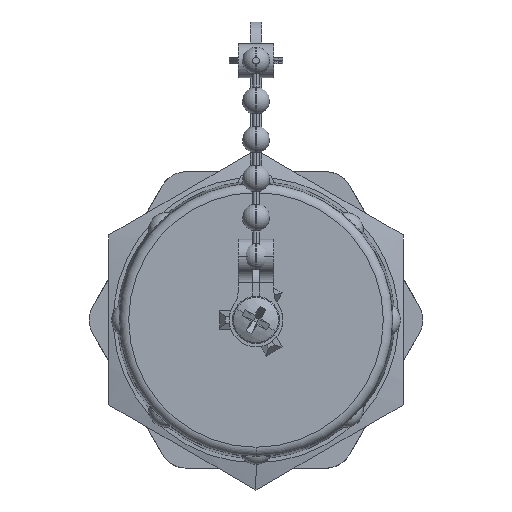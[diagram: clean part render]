
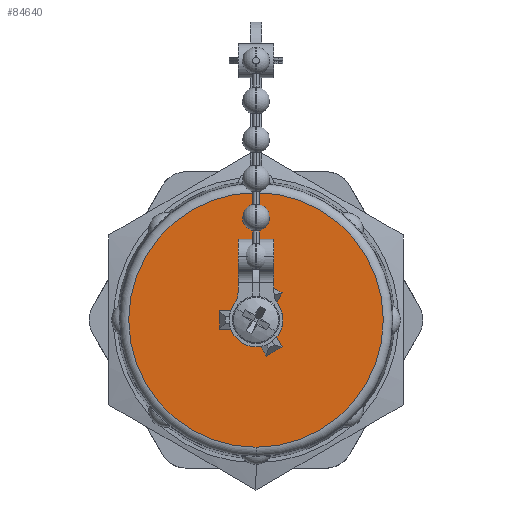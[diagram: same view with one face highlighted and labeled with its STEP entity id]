
A CAD part, left-side view. The second image highlights one B-rep face of the part: STEP entity #84640.
In plain terms, the highlighted face is planar.
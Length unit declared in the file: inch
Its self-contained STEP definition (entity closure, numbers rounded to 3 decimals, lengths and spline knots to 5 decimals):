
#29 = DIRECTION ( 'NONE',  ( 0., -0.5, -0.866 ) ) ;
#718 = ORIENTED_EDGE ( 'NONE', *, *, #769, .T. ) ;
#769 = EDGE_CURVE ( 'NONE', #13451, #1031, #92409, .T. ) ;
#1031 = VERTEX_POINT ( 'NONE', #50894 ) ;
#1637 = EDGE_CURVE ( 'NONE', #1031, #13451, #76628, .T. ) ;
#2577 = EDGE_CURVE ( 'NONE', #80871, #67862, #93781, .T. ) ;
#4213 = AXIS2_PLACEMENT_3D ( 'NONE', #66710, #32395, #76001 ) ;
#4695 = AXIS2_PLACEMENT_3D ( 'NONE', #48288, #47782, #10605 ) ;
#5945 = DIRECTION ( 'NONE',  ( 0., 0.866, -0.5 ) ) ;
#6978 = LINE ( 'NONE', #51054, #46461 ) ;
#7652 = DIRECTION ( 'NONE',  ( 0., 0., -1. ) ) ;
#8781 = EDGE_CURVE ( 'NONE', #65013, #12529, #20158, .T. ) ;
#9044 = VERTEX_POINT ( 'NONE', #69382 ) ;
#9179 = EDGE_CURVE ( 'NONE', #86030, #15500, #47354, .T. ) ;
#9292 = EDGE_CURVE ( 'NONE', #32110, #65013, #59745, .T. ) ;
#9792 = VECTOR ( 'NONE', #47568, 39.37008 ) ;
#10159 = CARTESIAN_POINT ( 'NONE',  ( 0.63, -0.03464, 0.02 ) ) ;
#10605 = DIRECTION ( 'NONE',  ( 0., 0., -1. ) ) ;
#12529 = VERTEX_POINT ( 'NONE', #88098 ) ;
#13451 = VERTEX_POINT ( 'NONE', #79708 ) ;
#13688 = VECTOR ( 'NONE', #29, 39.37008 ) ;
#14725 = EDGE_CURVE ( 'NONE', #63798, #86030, #62755, .T. ) ;
#14917 = ORIENTED_EDGE ( 'NONE', *, *, #16964, .F. ) ;
#15180 = AXIS2_PLACEMENT_3D ( 'NONE', #29183, #74731, #7652 ) ;
#15394 = CARTESIAN_POINT ( 'NONE',  ( 0.63, 0., 0. ) ) ;
#15500 = VERTEX_POINT ( 'NONE', #35507 ) ;
#16112 = DIRECTION ( 'NONE',  ( 0., 0., -1. ) ) ;
#16964 = EDGE_CURVE ( 'NONE', #9044, #35096, #60124, .T. ) ;
#20158 = LINE ( 'NONE', #50001, #44569 ) ;
#22364 = EDGE_LOOP ( 'NONE', ( #69318, #14917, #83039, #24614, #37031, #93581, #30243, #56937, #32018, #39716, #55879, #83157, #64877, #55696 ) ) ;
#22435 = DIRECTION ( 'NONE',  ( 0., 0.5, -0.866 ) ) ;
#22808 = CARTESIAN_POINT ( 'NONE',  ( 0.63, -0.00427, 0.0874 ) ) ;
#24165 = VERTEX_POINT ( 'NONE', #80346 ) ;
#24614 = ORIENTED_EDGE ( 'NONE', *, *, #51217, .F. ) ;
#24684 = CARTESIAN_POINT ( 'NONE',  ( 0.63, -0.07355, 0.0474 ) ) ;
#26740 = AXIS2_PLACEMENT_3D ( 'NONE', #87848, #75961, #95657 ) ;
#26795 = DIRECTION ( 'NONE',  ( 0., 0.5, 0.866 ) ) ;
#27226 = EDGE_CURVE ( 'NONE', #12529, #80871, #78201, .T. ) ;
#28074 = DIRECTION ( 'NONE',  ( 0., -1., 0. ) ) ;
#28990 = AXIS2_PLACEMENT_3D ( 'NONE', #67413, #58610, #30182 ) ;
#29183 = CARTESIAN_POINT ( 'NONE',  ( 0.63, 0., 0. ) ) ;
#29209 = VECTOR ( 'NONE', #57515, 39.37008 ) ;
#30182 = DIRECTION ( 'NONE',  ( 0., 0., -1. ) ) ;
#30243 = ORIENTED_EDGE ( 'NONE', *, *, #50622, .F. ) ;
#31881 = AXIS2_PLACEMENT_3D ( 'NONE', #15394, #91211, #36911 ) ;
#32018 = ORIENTED_EDGE ( 'NONE', *, *, #14725, .F. ) ;
#32110 = VERTEX_POINT ( 'NONE', #44008 ) ;
#32248 = CIRCLE ( 'NONE', #77555, 0.0875 ) ;
#32395 = DIRECTION ( 'NONE',  ( 1., 0., 0. ) ) ;
#32398 = DIRECTION ( 'NONE',  ( 1., 0., 0. ) ) ;
#35096 = VERTEX_POINT ( 'NONE', #24684 ) ;
#35507 = CARTESIAN_POINT ( 'NONE',  ( 0.63, 0.16, 0.04 ) ) ;
#35919 = CARTESIAN_POINT ( 'NONE',  ( 0.63, -0.11464, 0.11856 ) ) ;
#36911 = DIRECTION ( 'NONE',  ( 0., 0., -1. ) ) ;
#37031 = ORIENTED_EDGE ( 'NONE', *, *, #66675, .F. ) ;
#38856 = FACE_OUTER_BOUND ( 'NONE', #64819, .T. ) ;
#39083 = AXIS2_PLACEMENT_3D ( 'NONE', #83170, #44005, #16112 ) ;
#39716 = ORIENTED_EDGE ( 'NONE', *, *, #59581, .F. ) ;
#42590 = CARTESIAN_POINT ( 'NONE',  ( 0.63, 0.07782, -0.04 ) ) ;
#43823 = ORIENTED_EDGE ( 'NONE', *, *, #1637, .T. ) ;
#44005 = DIRECTION ( 'NONE',  ( 1., 0., 0. ) ) ;
#44008 = CARTESIAN_POINT ( 'NONE',  ( 0.63, -0.07355, -0.0474 ) ) ;
#44265 = VECTOR ( 'NONE', #26795, 39.37008 ) ;
#44569 = VECTOR ( 'NONE', #5945, 39.37008 ) ;
#46348 = CARTESIAN_POINT ( 'NONE',  ( 0.63, -0.00427, -0.0874 ) ) ;
#46461 = VECTOR ( 'NONE', #28074, 39.37008 ) ;
#46496 = CIRCLE ( 'NONE', #15180, 0.0875 ) ;
#46883 = CARTESIAN_POINT ( 'NONE',  ( 0.63, 0.16, 0.04 ) ) ;
#47354 = LINE ( 'NONE', #46883, #49695 ) ;
#47568 = DIRECTION ( 'NONE',  ( 0., 1., 0. ) ) ;
#47782 = DIRECTION ( 'NONE',  ( 1., 0., 0. ) ) ;
#48199 = CARTESIAN_POINT ( 'NONE',  ( 0.63, 0., 0.0875 ) ) ;
#48288 = CARTESIAN_POINT ( 'NONE',  ( 0.63, 0., 0. ) ) ;
#48533 = EDGE_CURVE ( 'NONE', #89228, #60942, #32248, .T. ) ;
#49695 = VECTOR ( 'NONE', #55185, 39.37008 ) ;
#50001 = CARTESIAN_POINT ( 'NONE',  ( 0.63, -0.04536, -0.15856 ) ) ;
#50622 = EDGE_CURVE ( 'NONE', #15500, #89228, #6978, .T. ) ;
#50894 = CARTESIAN_POINT ( 'NONE',  ( 0.63, 0., 0.5597 ) ) ;
#51054 = CARTESIAN_POINT ( 'NONE',  ( 0.63, 0., 0.04 ) ) ;
#51217 = EDGE_CURVE ( 'NONE', #59488, #24165, #72985, .T. ) ;
#53382 = CARTESIAN_POINT ( 'NONE',  ( 0.63, 0.03464, -0.02 ) ) ;
#55185 = DIRECTION ( 'NONE',  ( 0., 0., 1. ) ) ;
#55696 = ORIENTED_EDGE ( 'NONE', *, *, #9292, .F. ) ;
#55879 = ORIENTED_EDGE ( 'NONE', *, *, #2577, .F. ) ;
#56385 = DIRECTION ( 'NONE',  ( 0., 0., -1. ) ) ;
#56937 = ORIENTED_EDGE ( 'NONE', *, *, #9179, .F. ) ;
#57515 = DIRECTION ( 'NONE',  ( 0., -0.866, -0.5 ) ) ;
#57829 = EDGE_CURVE ( 'NONE', #35096, #32110, #63634, .T. ) ;
#58610 = DIRECTION ( 'NONE',  ( 1., 0., 0. ) ) ;
#59488 = VERTEX_POINT ( 'NONE', #22808 ) ;
#59581 = EDGE_CURVE ( 'NONE', #67862, #63798, #46496, .T. ) ;
#59745 = LINE ( 'NONE', #10159, #13688 ) ;
#60124 = LINE ( 'NONE', #75792, #94479 ) ;
#60942 = VERTEX_POINT ( 'NONE', #48199 ) ;
#61382 = PLANE ( 'NONE',  #31881 ) ;
#62755 = LINE ( 'NONE', #77438, #9792 ) ;
#63634 = CIRCLE ( 'NONE', #4213, 0.0875 ) ;
#63798 = VERTEX_POINT ( 'NONE', #42590 ) ;
#64819 = EDGE_LOOP ( 'NONE', ( #718, #43823 ) ) ;
#64877 = ORIENTED_EDGE ( 'NONE', *, *, #8781, .F. ) ;
#65013 = VERTEX_POINT ( 'NONE', #87737 ) ;
#66675 = EDGE_CURVE ( 'NONE', #60942, #59488, #72757, .T. ) ;
#66710 = CARTESIAN_POINT ( 'NONE',  ( 0.63, 0., 0. ) ) ;
#67413 = CARTESIAN_POINT ( 'NONE',  ( 0.63, 0., 0. ) ) ;
#67862 = VERTEX_POINT ( 'NONE', #70781 ) ;
#68728 = FACE_BOUND ( 'NONE', #22364, .T. ) ;
#69318 = ORIENTED_EDGE ( 'NONE', *, *, #57829, .F. ) ;
#69382 = CARTESIAN_POINT ( 'NONE',  ( 0.63, -0.11464, 0.11856 ) ) ;
#70781 = CARTESIAN_POINT ( 'NONE',  ( 0.63, 0., -0.0875 ) ) ;
#71038 = CARTESIAN_POINT ( 'NONE',  ( 0.63, 0., 0. ) ) ;
#72757 = CIRCLE ( 'NONE', #28990, 0.0875 ) ;
#72985 = LINE ( 'NONE', #95461, #91810 ) ;
#74731 = DIRECTION ( 'NONE',  ( 1., 0., 0. ) ) ;
#75792 = CARTESIAN_POINT ( 'NONE',  ( 0.63, -0.03464, -0.02 ) ) ;
#75961 = DIRECTION ( 'NONE',  ( 1., 0., 0. ) ) ;
#76001 = DIRECTION ( 'NONE',  ( 0., 0., -1. ) ) ;
#76628 = CIRCLE ( 'NONE', #39083, 0.5597 ) ;
#76731 = EDGE_CURVE ( 'NONE', #24165, #9044, #95616, .T. ) ;
#77438 = CARTESIAN_POINT ( 'NONE',  ( 0.63, 0., -0.04 ) ) ;
#77555 = AXIS2_PLACEMENT_3D ( 'NONE', #71038, #32398, #56385 ) ;
#78201 = LINE ( 'NONE', #53382, #44265 ) ;
#78243 = CARTESIAN_POINT ( 'NONE',  ( 0.63, 0.07782, 0.04 ) ) ;
#79708 = CARTESIAN_POINT ( 'NONE',  ( 0.63, 0., -0.5597 ) ) ;
#80346 = CARTESIAN_POINT ( 'NONE',  ( 0.63, -0.04536, 0.15856 ) ) ;
#80506 = CARTESIAN_POINT ( 'NONE',  ( 0.63, 0.16, -0.04 ) ) ;
#80871 = VERTEX_POINT ( 'NONE', #46348 ) ;
#83039 = ORIENTED_EDGE ( 'NONE', *, *, #76731, .F. ) ;
#83157 = ORIENTED_EDGE ( 'NONE', *, *, #27226, .F. ) ;
#83170 = CARTESIAN_POINT ( 'NONE',  ( 0.63, 0., 0. ) ) ;
#84640 = ADVANCED_FACE ( 'NONE', ( #38856, #68728 ), #61382, .T. ) ;
#86030 = VERTEX_POINT ( 'NONE', #80506 ) ;
#87737 = CARTESIAN_POINT ( 'NONE',  ( 0.63, -0.11464, -0.11856 ) ) ;
#87848 = CARTESIAN_POINT ( 'NONE',  ( 0.63, 0., 0. ) ) ;
#88098 = CARTESIAN_POINT ( 'NONE',  ( 0.63, -0.04536, -0.15856 ) ) ;
#89228 = VERTEX_POINT ( 'NONE', #78243 ) ;
#91211 = DIRECTION ( 'NONE',  ( 1., 0., 0. ) ) ;
#91810 = VECTOR ( 'NONE', #96432, 39.37008 ) ;
#92409 = CIRCLE ( 'NONE', #26740, 0.5597 ) ;
#93581 = ORIENTED_EDGE ( 'NONE', *, *, #48533, .F. ) ;
#93781 = CIRCLE ( 'NONE', #4695, 0.0875 ) ;
#94479 = VECTOR ( 'NONE', #22435, 39.37008 ) ;
#95461 = CARTESIAN_POINT ( 'NONE',  ( 0.63, 0.03464, 0.02 ) ) ;
#95616 = LINE ( 'NONE', #35919, #29209 ) ;
#95657 = DIRECTION ( 'NONE',  ( 0., 0., -1. ) ) ;
#96432 = DIRECTION ( 'NONE',  ( 0., -0.5, 0.866 ) ) ;
